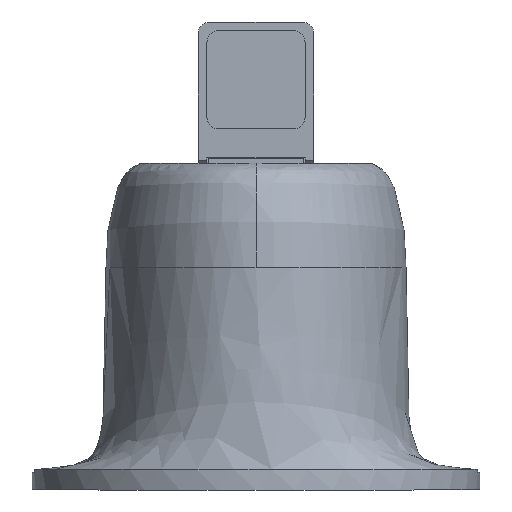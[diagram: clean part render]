
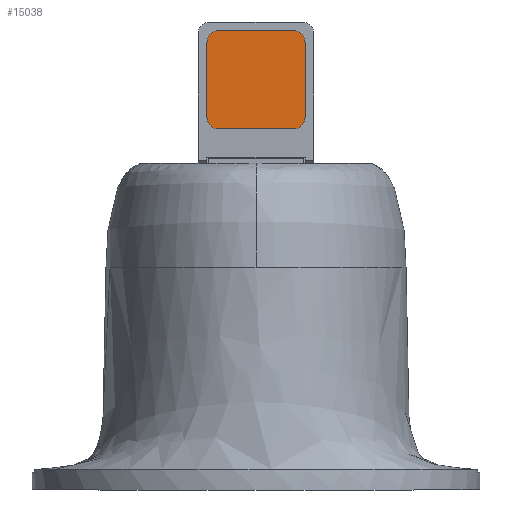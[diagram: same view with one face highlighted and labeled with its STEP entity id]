
A CAD part, front view. The second image highlights one B-rep face of the part: STEP entity #15038.
In plain terms, the highlighted planar face has unit normal (0, -1, 0).
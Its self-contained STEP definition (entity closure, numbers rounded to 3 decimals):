
#268 = CARTESIAN_POINT ( 'NONE',  ( -8.5, -23.4, 77.6 ) ) ;
#441 = DIRECTION ( 'NONE',  ( 0., -1., 0. ) ) ;
#1021 = DIRECTION ( 'NONE',  ( 1., 0., 0. ) ) ;
#1119 = VERTEX_POINT ( 'NONE', #10948 ) ;
#1129 = CARTESIAN_POINT ( 'NONE',  ( 6.5, -23.4, 64.6 ) ) ;
#1386 = DIRECTION ( 'NONE',  ( 0., 0., 1. ) ) ;
#1739 = CARTESIAN_POINT ( 'NONE',  ( 8.5, -23.4, 64.6 ) ) ;
#2095 = LINE ( 'NONE', #3598, #11909 ) ;
#2406 = EDGE_CURVE ( 'NONE', #9086, #8710, #16802, .T. ) ;
#2461 = VERTEX_POINT ( 'NONE', #15352 ) ;
#2503 = ORIENTED_EDGE ( 'NONE', *, *, #9324, .T. ) ;
#2525 = DIRECTION ( 'NONE',  ( 0., 0., 1. ) ) ;
#2955 = DIRECTION ( 'NONE',  ( 0., -1., 0. ) ) ;
#3420 = CIRCLE ( 'NONE', #13212, 2. ) ;
#3598 = CARTESIAN_POINT ( 'NONE',  ( 6.5, -23.4, 79.6 ) ) ;
#3632 = DIRECTION ( 'NONE',  ( 0., -1., 0. ) ) ;
#4115 = EDGE_CURVE ( 'NONE', #5303, #7421, #3420, .T. ) ;
#4290 = DIRECTION ( 'NONE',  ( 0., 0., 1. ) ) ;
#4652 = CARTESIAN_POINT ( 'NONE',  ( -8.5, -23.4, 64.6 ) ) ;
#4951 = FACE_OUTER_BOUND ( 'NONE', #5555, .T. ) ;
#5303 = VERTEX_POINT ( 'NONE', #12116 ) ;
#5413 = AXIS2_PLACEMENT_3D ( 'NONE', #12385, #2955, #1386 ) ;
#5555 = EDGE_LOOP ( 'NONE', ( #15643, #13612, #13944, #2503, #7650, #17104, #10237, #11299 ) ) ;
#5618 = CARTESIAN_POINT ( 'NONE',  ( 8.5, -23.4, 77.6 ) ) ;
#5972 = CIRCLE ( 'NONE', #5413, 2. ) ;
#6092 = DIRECTION ( 'NONE',  ( 0., -1., 0. ) ) ;
#6574 = EDGE_CURVE ( 'NONE', #1119, #2461, #5972, .T. ) ;
#7280 = LINE ( 'NONE', #268, #11893 ) ;
#7421 = VERTEX_POINT ( 'NONE', #1739 ) ;
#7598 = DIRECTION ( 'NONE',  ( 0., -1., 0. ) ) ;
#7615 = DIRECTION ( 'NONE',  ( -1., 0., 0. ) ) ;
#7650 = ORIENTED_EDGE ( 'NONE', *, *, #6574, .T. ) ;
#7677 = VERTEX_POINT ( 'NONE', #4652 ) ;
#8710 = VERTEX_POINT ( 'NONE', #12662 ) ;
#9086 = VERTEX_POINT ( 'NONE', #5618 ) ;
#9324 = EDGE_CURVE ( 'NONE', #8710, #1119, #2095, .T. ) ;
#9386 = VECTOR ( 'NONE', #1021, 1000. ) ;
#9539 = AXIS2_PLACEMENT_3D ( 'NONE', #10019, #6092, #15442 ) ;
#9714 = CARTESIAN_POINT ( 'NONE',  ( -6.5, -23.4, 64.6 ) ) ;
#10019 = CARTESIAN_POINT ( 'NONE',  ( 6.5, -23.4, 77.6 ) ) ;
#10237 = ORIENTED_EDGE ( 'NONE', *, *, #11168, .T. ) ;
#10277 = PLANE ( 'NONE',  #16405 ) ;
#10947 = DIRECTION ( 'NONE',  ( 0., 0., -1. ) ) ;
#10948 = CARTESIAN_POINT ( 'NONE',  ( -6.5, -23.4, 79.6 ) ) ;
#11017 = LINE ( 'NONE', #13646, #13338 ) ;
#11168 = EDGE_CURVE ( 'NONE', #7677, #14735, #14949, .T. ) ;
#11251 = EDGE_CURVE ( 'NONE', #2461, #7677, #7280, .T. ) ;
#11299 = ORIENTED_EDGE ( 'NONE', *, *, #11891, .T. ) ;
#11422 = CARTESIAN_POINT ( 'NONE',  ( -6.5, -23.4, 62.6 ) ) ;
#11891 = EDGE_CURVE ( 'NONE', #14735, #5303, #13004, .T. ) ;
#11893 = VECTOR ( 'NONE', #10947, 1000. ) ;
#11909 = VECTOR ( 'NONE', #7615, 1000. ) ;
#12116 = CARTESIAN_POINT ( 'NONE',  ( 6.5, -23.4, 62.6 ) ) ;
#12385 = CARTESIAN_POINT ( 'NONE',  ( -6.5, -23.4, 77.6 ) ) ;
#12662 = CARTESIAN_POINT ( 'NONE',  ( 6.5, -23.4, 79.6 ) ) ;
#13004 = LINE ( 'NONE', #15447, #9386 ) ;
#13212 = AXIS2_PLACEMENT_3D ( 'NONE', #1129, #7598, #2525 ) ;
#13338 = VECTOR ( 'NONE', #4290, 1000. ) ;
#13612 = ORIENTED_EDGE ( 'NONE', *, *, #13617, .T. ) ;
#13617 = EDGE_CURVE ( 'NONE', #7421, #9086, #11017, .T. ) ;
#13646 = CARTESIAN_POINT ( 'NONE',  ( 8.5, -23.4, 64.6 ) ) ;
#13944 = ORIENTED_EDGE ( 'NONE', *, *, #2406, .T. ) ;
#14669 = AXIS2_PLACEMENT_3D ( 'NONE', #9714, #441, #16280 ) ;
#14735 = VERTEX_POINT ( 'NONE', #11422 ) ;
#14949 = CIRCLE ( 'NONE', #14669, 2. ) ;
#15038 = ADVANCED_FACE ( 'NONE', ( #4951 ), #10277, .T. ) ;
#15352 = CARTESIAN_POINT ( 'NONE',  ( -8.5, -23.4, 77.6 ) ) ;
#15442 = DIRECTION ( 'NONE',  ( 0., 0., 1. ) ) ;
#15447 = CARTESIAN_POINT ( 'NONE',  ( -6.5, -23.4, 62.6 ) ) ;
#15609 = CARTESIAN_POINT ( 'NONE',  ( 6.5, -23.4, 64.6 ) ) ;
#15643 = ORIENTED_EDGE ( 'NONE', *, *, #4115, .T. ) ;
#16124 = DIRECTION ( 'NONE',  ( 0., 0., 1. ) ) ;
#16280 = DIRECTION ( 'NONE',  ( 0., 0., 1. ) ) ;
#16405 = AXIS2_PLACEMENT_3D ( 'NONE', #15609, #3632, #16124 ) ;
#16802 = CIRCLE ( 'NONE', #9539, 2. ) ;
#17104 = ORIENTED_EDGE ( 'NONE', *, *, #11251, .T. ) ;
